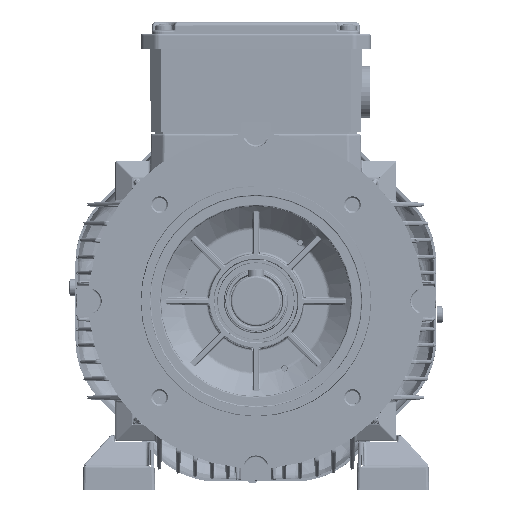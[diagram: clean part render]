
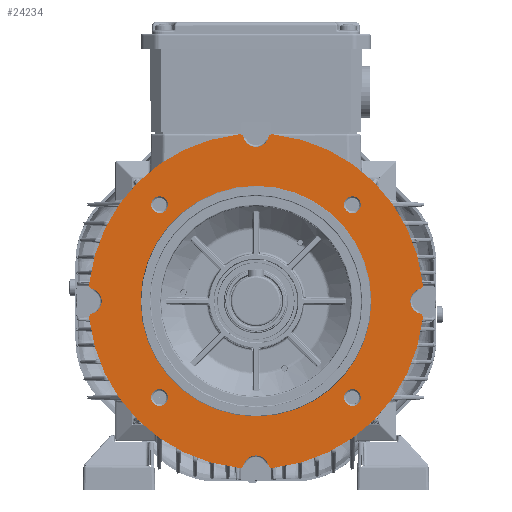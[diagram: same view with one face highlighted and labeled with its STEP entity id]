
A CAD part, left-side view. The second image highlights one B-rep face of the part: STEP entity #24234.
In plain terms, the highlighted planar face has unit normal (-1, 0, 0).
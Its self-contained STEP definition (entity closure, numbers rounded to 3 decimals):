
#24234=ADVANCED_FACE('',(#44038,#44039,#44040,#44041,#44042,#44043),#29426,
 .T.);
#29426=PLANE('',#122243);
#44038=FACE_BOUND('',#46400,.T.);
#44039=FACE_BOUND('',#46401,.T.);
#44040=FACE_BOUND('',#46402,.T.);
#44041=FACE_BOUND('',#46403,.T.);
#44042=FACE_BOUND('',#46404,.T.);
#44043=FACE_BOUND('',#46405,.T.);
#46400=EDGE_LOOP('',(#60255,#60256,#60257,#60258,#60259,#60260,#60261,#60262,
#60263,#60264,#60265,#60266,#60267,#60268,#60269,#60270));
#46401=EDGE_LOOP('',(#60271));
#46402=EDGE_LOOP('',(#60272));
#46403=EDGE_LOOP('',(#60273));
#46404=EDGE_LOOP('',(#60274));
#46405=EDGE_LOOP('',(#60275));
#60255=ORIENTED_EDGE('',*,*,#102053,.T.);
#60256=ORIENTED_EDGE('',*,*,#102054,.F.);
#60257=ORIENTED_EDGE('',*,*,#102055,.F.);
#60258=ORIENTED_EDGE('',*,*,#102056,.F.);
#60259=ORIENTED_EDGE('',*,*,#102057,.T.);
#60260=ORIENTED_EDGE('',*,*,#102058,.F.);
#60261=ORIENTED_EDGE('',*,*,#102059,.F.);
#60262=ORIENTED_EDGE('',*,*,#102060,.F.);
#60263=ORIENTED_EDGE('',*,*,#102061,.T.);
#60264=ORIENTED_EDGE('',*,*,#102062,.F.);
#60265=ORIENTED_EDGE('',*,*,#102063,.F.);
#60266=ORIENTED_EDGE('',*,*,#102064,.F.);
#60267=ORIENTED_EDGE('',*,*,#102065,.T.);
#60268=ORIENTED_EDGE('',*,*,#102066,.F.);
#60269=ORIENTED_EDGE('',*,*,#102067,.F.);
#60270=ORIENTED_EDGE('',*,*,#102068,.F.);
#60271=ORIENTED_EDGE('',*,*,#102069,.F.);
#60272=ORIENTED_EDGE('',*,*,#102070,.T.);
#60273=ORIENTED_EDGE('',*,*,#102071,.T.);
#60274=ORIENTED_EDGE('',*,*,#102072,.T.);
#60275=ORIENTED_EDGE('',*,*,#102073,.T.);
#87393=VERTEX_POINT('',#181083);
#87394=VERTEX_POINT('',#181084);
#87395=VERTEX_POINT('',#181086);
#87396=VERTEX_POINT('',#181088);
#87397=VERTEX_POINT('',#181090);
#87398=VERTEX_POINT('',#181092);
#87399=VERTEX_POINT('',#181094);
#87400=VERTEX_POINT('',#181096);
#87401=VERTEX_POINT('',#181098);
#87402=VERTEX_POINT('',#181100);
#87403=VERTEX_POINT('',#181102);
#87404=VERTEX_POINT('',#181104);
#87405=VERTEX_POINT('',#181106);
#87406=VERTEX_POINT('',#181108);
#87407=VERTEX_POINT('',#181110);
#87408=VERTEX_POINT('',#181112);
#87409=VERTEX_POINT('',#181115);
#87410=VERTEX_POINT('',#181117);
#87411=VERTEX_POINT('',#181119);
#87412=VERTEX_POINT('',#181121);
#87413=VERTEX_POINT('',#181123);
#102053=EDGE_CURVE('',#87393,#87394,#117498,.T.);
#102054=EDGE_CURVE('',#87395,#87394,#117499,.T.);
#102055=EDGE_CURVE('',#87396,#87395,#117500,.T.);
#102056=EDGE_CURVE('',#87397,#87396,#117501,.T.);
#102057=EDGE_CURVE('',#87397,#87398,#117502,.T.);
#102058=EDGE_CURVE('',#87399,#87398,#117503,.T.);
#102059=EDGE_CURVE('',#87400,#87399,#117504,.T.);
#102060=EDGE_CURVE('',#87401,#87400,#117505,.T.);
#102061=EDGE_CURVE('',#87401,#87402,#117506,.T.);
#102062=EDGE_CURVE('',#87403,#87402,#117507,.T.);
#102063=EDGE_CURVE('',#87404,#87403,#117508,.T.);
#102064=EDGE_CURVE('',#87405,#87404,#117509,.T.);
#102065=EDGE_CURVE('',#87405,#87406,#117510,.T.);
#102066=EDGE_CURVE('',#87407,#87406,#117511,.T.);
#102067=EDGE_CURVE('',#87408,#87407,#117512,.T.);
#102068=EDGE_CURVE('',#87393,#87408,#117513,.T.);
#102069=EDGE_CURVE('',#87409,#87409,#117514,.T.);
#102070=EDGE_CURVE('',#87410,#87410,#117515,.T.);
#102071=EDGE_CURVE('',#87411,#87411,#117516,.T.);
#102072=EDGE_CURVE('',#87412,#87412,#117517,.T.);
#102073=EDGE_CURVE('',#87413,#87413,#117518,.T.);
#117498=CIRCLE('',#122222,6.104);
#117499=CIRCLE('',#122223,2.);
#117500=CIRCLE('',#122224,79.899);
#117501=CIRCLE('',#122225,2.);
#117502=CIRCLE('',#122226,6.104);
#117503=CIRCLE('',#122227,2.);
#117504=CIRCLE('',#122228,79.899);
#117505=CIRCLE('',#122229,2.);
#117506=CIRCLE('',#122230,6.104);
#117507=CIRCLE('',#122231,2.);
#117508=CIRCLE('',#122232,79.899);
#117509=CIRCLE('',#122233,2.);
#117510=CIRCLE('',#122234,6.104);
#117511=CIRCLE('',#122235,2.);
#117512=CIRCLE('',#122236,79.899);
#117513=CIRCLE('',#122237,2.);
#117514=CIRCLE('',#122238,55.);
#117515=CIRCLE('',#122239,4.);
#117516=CIRCLE('',#122240,4.);
#117517=CIRCLE('',#122241,4.);
#117518=CIRCLE('',#122242,4.);
#122222=AXIS2_PLACEMENT_3D('',#181082,#135953,#135954);
#122223=AXIS2_PLACEMENT_3D('',#181085,#135955,#135956);
#122224=AXIS2_PLACEMENT_3D('',#181087,#135957,#135958);
#122225=AXIS2_PLACEMENT_3D('',#181089,#135959,#135960);
#122226=AXIS2_PLACEMENT_3D('',#181091,#135961,#135962);
#122227=AXIS2_PLACEMENT_3D('',#181093,#135963,#135964);
#122228=AXIS2_PLACEMENT_3D('',#181095,#135965,#135966);
#122229=AXIS2_PLACEMENT_3D('',#181097,#135967,#135968);
#122230=AXIS2_PLACEMENT_3D('',#181099,#135969,#135970);
#122231=AXIS2_PLACEMENT_3D('',#181101,#135971,#135972);
#122232=AXIS2_PLACEMENT_3D('',#181103,#135973,#135974);
#122233=AXIS2_PLACEMENT_3D('',#181105,#135975,#135976);
#122234=AXIS2_PLACEMENT_3D('',#181107,#135977,#135978);
#122235=AXIS2_PLACEMENT_3D('',#181109,#135979,#135980);
#122236=AXIS2_PLACEMENT_3D('',#181111,#135981,#135982);
#122237=AXIS2_PLACEMENT_3D('',#181113,#135983,#135984);
#122238=AXIS2_PLACEMENT_3D('',#181114,#135985,#135986);
#122239=AXIS2_PLACEMENT_3D('',#181116,#135987,#135988);
#122240=AXIS2_PLACEMENT_3D('',#181118,#135989,#135990);
#122241=AXIS2_PLACEMENT_3D('',#181120,#135991,#135992);
#122242=AXIS2_PLACEMENT_3D('',#181122,#135993,#135994);
#122243=AXIS2_PLACEMENT_3D('',#181124,#135995,#135996);
#135953=DIRECTION('',(1.,0.,0.));
#135954=DIRECTION('',(0.,0.,1.));
#135955=DIRECTION('',(1.,0.,0.));
#135956=DIRECTION('',(0.,0.,1.));
#135957=DIRECTION('',(1.,0.,0.));
#135958=DIRECTION('',(0.,0.,1.));
#135959=DIRECTION('',(1.,0.,0.));
#135960=DIRECTION('',(0.,0.,1.));
#135961=DIRECTION('',(1.,0.,0.));
#135962=DIRECTION('',(0.,0.,1.));
#135963=DIRECTION('',(1.,0.,0.));
#135964=DIRECTION('',(0.,0.,1.));
#135965=DIRECTION('',(1.,0.,0.));
#135966=DIRECTION('',(0.,0.,1.));
#135967=DIRECTION('',(1.,0.,0.));
#135968=DIRECTION('',(0.,0.,1.));
#135969=DIRECTION('',(1.,0.,0.));
#135970=DIRECTION('',(0.,0.,1.));
#135971=DIRECTION('',(1.,0.,0.));
#135972=DIRECTION('',(0.,0.,1.));
#135973=DIRECTION('',(1.,0.,0.));
#135974=DIRECTION('',(0.,0.,1.));
#135975=DIRECTION('',(1.,0.,0.));
#135976=DIRECTION('',(0.,0.,1.));
#135977=DIRECTION('',(1.,0.,0.));
#135978=DIRECTION('',(0.,0.,1.));
#135979=DIRECTION('',(1.,0.,0.));
#135980=DIRECTION('',(0.,0.,1.));
#135981=DIRECTION('',(1.,0.,0.));
#135982=DIRECTION('',(0.,0.,1.));
#135983=DIRECTION('',(1.,0.,0.));
#135984=DIRECTION('',(0.,0.,1.));
#135985=DIRECTION('',(-1.,0.,0.));
#135986=DIRECTION('',(0.,0.,-1.));
#135987=DIRECTION('',(1.,0.,0.));
#135988=DIRECTION('',(0.,0.,1.));
#135989=DIRECTION('',(1.,0.,0.));
#135990=DIRECTION('',(0.,0.,1.));
#135991=DIRECTION('',(1.,0.,0.));
#135992=DIRECTION('',(0.,0.,1.));
#135993=DIRECTION('',(1.,0.,0.));
#135994=DIRECTION('',(0.,0.,1.));
#135995=DIRECTION('',(-1.,0.,0.));
#135996=DIRECTION('',(0.,0.,1.));
#181082=CARTESIAN_POINT('',(-27.,-79.727,-0.034));
#181083=CARTESIAN_POINT('',(-27.,-78.167,-5.936));
#181084=CARTESIAN_POINT('',(-27.,-78.167,5.867));
#181085=CARTESIAN_POINT('',(-27.,-77.656,7.801));
#181086=CARTESIAN_POINT('',(-27.,-79.474,8.634));
#181087=CARTESIAN_POINT('',(-27.,-0.047,-0.035));
#181088=CARTESIAN_POINT('',(-27.,-8.716,79.392));
#181089=CARTESIAN_POINT('',(-27.,-7.882,77.574));
#181090=CARTESIAN_POINT('',(-27.,-5.949,78.085));
#181091=CARTESIAN_POINT('',(-27.,-0.047,79.645));
#181092=CARTESIAN_POINT('',(-27.,5.854,78.085));
#181093=CARTESIAN_POINT('',(-27.,7.788,77.574));
#181094=CARTESIAN_POINT('',(-27.,8.621,79.392));
#181095=CARTESIAN_POINT('',(-27.,-0.047,-0.035));
#181096=CARTESIAN_POINT('',(-27.,79.38,8.633));
#181097=CARTESIAN_POINT('',(-27.,77.561,7.8));
#181098=CARTESIAN_POINT('',(-27.,78.073,5.866));
#181099=CARTESIAN_POINT('',(-27.,79.632,-0.035));
#181100=CARTESIAN_POINT('',(-27.,78.073,-5.937));
#181101=CARTESIAN_POINT('',(-27.,77.561,-7.87));
#181102=CARTESIAN_POINT('',(-27.,79.38,-8.704));
#181103=CARTESIAN_POINT('',(-27.,-0.047,-0.035));
#181104=CARTESIAN_POINT('',(-27.,8.621,-79.462));
#181105=CARTESIAN_POINT('',(-27.,7.787,-77.644));
#181106=CARTESIAN_POINT('',(-27.,5.854,-78.155));
#181107=CARTESIAN_POINT('',(-27.,-0.048,-79.715));
#181108=CARTESIAN_POINT('',(-27.,-5.949,-78.155));
#181109=CARTESIAN_POINT('',(-27.,-7.883,-77.644));
#181110=CARTESIAN_POINT('',(-27.,-8.716,-79.462));
#181111=CARTESIAN_POINT('',(-27.,-0.047,-0.035));
#181112=CARTESIAN_POINT('',(-27.,-79.474,-8.703));
#181113=CARTESIAN_POINT('',(-27.,-77.656,-7.87));
#181114=CARTESIAN_POINT('',(-27.,-0.047,-0.035));
#181115=CARTESIAN_POINT('',(-27.,-0.047,-55.035));
#181116=CARTESIAN_POINT('',(-27.,45.921,-45.997));
#181117=CARTESIAN_POINT('',(-27.,45.921,-41.997));
#181118=CARTESIAN_POINT('',(-27.,-46.01,-46.003));
#181119=CARTESIAN_POINT('',(-27.,-46.01,-42.003));
#181120=CARTESIAN_POINT('',(-27.,45.915,45.934));
#181121=CARTESIAN_POINT('',(-27.,45.915,49.934));
#181122=CARTESIAN_POINT('',(-27.,-46.016,45.927));
#181123=CARTESIAN_POINT('',(-27.,-46.016,49.927));
#181124=CARTESIAN_POINT('',(-27.,-0.047,-0.035));
